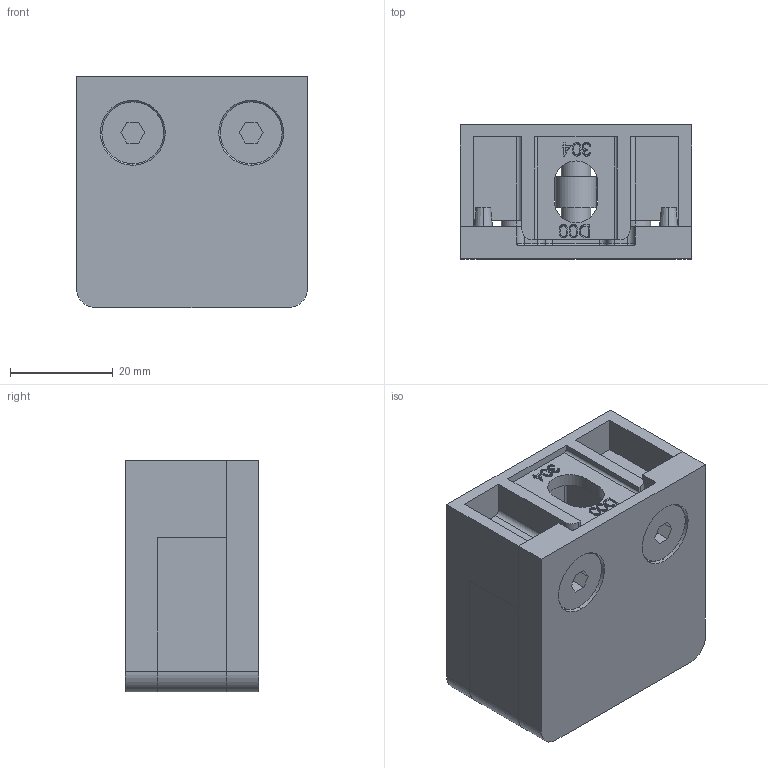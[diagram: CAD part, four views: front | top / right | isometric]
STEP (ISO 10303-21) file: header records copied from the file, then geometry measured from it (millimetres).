
FILE_DESCRIPTION (( 'STEP AP214' ), '1' );
FILE_NAME ('A_230P-000.STEP', '2022-12-08T09:10:55', ( '' ), ( '' ), 'SwSTEP 2.0', 'SolidWorks 2019', '' );
FILE_SCHEMA (( 'AUTOMOTIVE_DESIGN' ));
Length unit declared in the file: millimetre
Products named in the file (6): A_230P-000; A_230P-000.P4; Skrutka DIN 7991_Skrutka M 6x 16; A_230P-000.P2; A_230P-000.P1; A_230P-000.P3
Assembly tree (6 placements, depth 2):
  A_230P-000
    A_230P-000.P1
    A_230P-000.P2
    Skrutka DIN 7991_Skrutka M 6x 16  x2
    A_230P-000.P3
    A_230P-000.P4
Bounding box: 45 x 26 x 45 mm (x, y, z)
Volume: 24544.7 mm3; surface area: 19000.6 mm2
Topology: 8 solids, 8 shells, 741 faces, 1865 edges, 1192 vertices
Faces by surface type: plane 348, bspline 192, cylinder 143, cone 28, sphere 18, torus 12
Entity records: 34241 total; most frequent: CARTESIAN_POINT 17688, ORIENTED_EDGE 3610, DIRECTION 2815, EDGE_CURVE 1805, VERTEX_POINT 1170, VECTOR 1109, LINE 1109, AXIS2_PLACEMENT_3D 853
